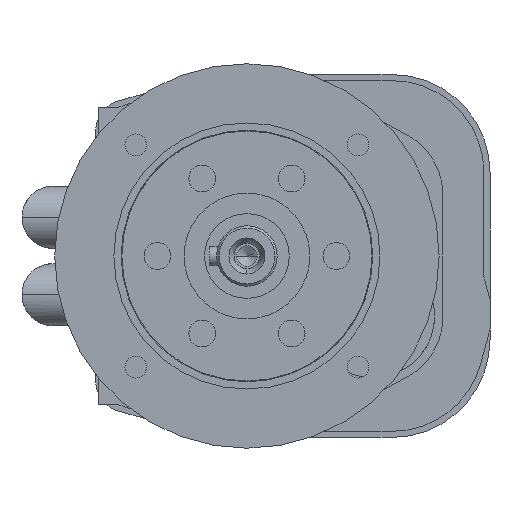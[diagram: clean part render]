
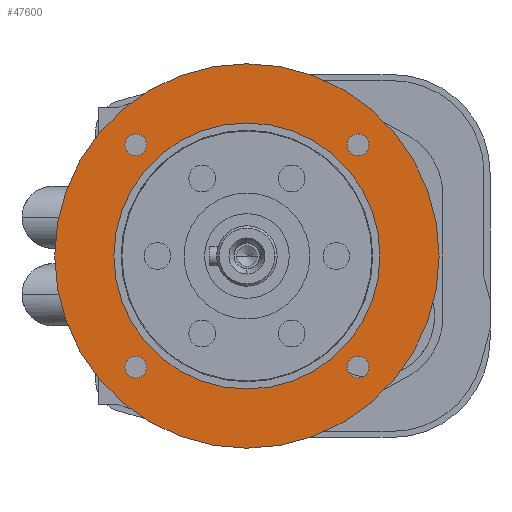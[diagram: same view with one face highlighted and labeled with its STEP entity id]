
A CAD part, left-side view. The second image highlights one B-rep face of the part: STEP entity #47600.
In plain terms, the highlighted planar face has unit normal (-1, 0, 0).
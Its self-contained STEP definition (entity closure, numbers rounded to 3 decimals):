
#46650=CARTESIAN_POINT('',(50.,0.,69.414));
#46660=DIRECTION('',(-1.,-0.,-0.));
#46670=DIRECTION('',(0.,0.,-1.));
#46680=AXIS2_PLACEMENT_3D('',#46650,#46660,#46670);
#46690=PLANE('',#46680);
#46700=CARTESIAN_POINT('',(50.,45.962,-45.962));
#46710=DIRECTION('',(-1.,0.,0.));
#46720=DIRECTION('',(0.,-1.,0.));
#46730=AXIS2_PLACEMENT_3D('',#46700,#46710,#46720);
#46740=CIRCLE('',#46730,4.5);
#46750=CARTESIAN_POINT('',(50.,41.462,-45.962));
#46760=VERTEX_POINT('',#46750);
#46770=CARTESIAN_POINT('',(50.,50.462,-45.962));
#46780=VERTEX_POINT('',#46770);
#46790=EDGE_CURVE('',#46760,#46780,#46740,.T.);
#46800=ORIENTED_EDGE('',*,*,#46790,.F.);
#46810=EDGE_CURVE('',#46780,#46760,#46740,.T.);
#46820=ORIENTED_EDGE('',*,*,#46810,.F.);
#46830=EDGE_LOOP('',(#46820,#46800));
#46840=FACE_BOUND('',#46830,.T.);
#46850=CARTESIAN_POINT('',(50.,-45.962,-45.962));
#46860=DIRECTION('',(-1.,0.,0.));
#46870=DIRECTION('',(0.,-1.,0.));
#46880=AXIS2_PLACEMENT_3D('',#46850,#46860,#46870);
#46890=CIRCLE('',#46880,4.5);
#46900=CARTESIAN_POINT('',(50.,-50.462,-45.962));
#46910=VERTEX_POINT('',#46900);
#46920=CARTESIAN_POINT('',(50.,-41.462,-45.962));
#46930=VERTEX_POINT('',#46920);
#46940=EDGE_CURVE('',#46910,#46930,#46890,.T.);
#46950=ORIENTED_EDGE('',*,*,#46940,.F.);
#46960=EDGE_CURVE('',#46930,#46910,#46890,.T.);
#46970=ORIENTED_EDGE('',*,*,#46960,.F.);
#46980=EDGE_LOOP('',(#46970,#46950));
#46990=FACE_BOUND('',#46980,.T.);
#47000=CARTESIAN_POINT('',(50.,0.,0.));
#47010=DIRECTION('',(-1.,0.,0.));
#47020=DIRECTION('',(0.,0.,-1.));
#47030=AXIS2_PLACEMENT_3D('',#47000,#47010,#47020);
#47040=CIRCLE('',#47030,55.);
#47050=CARTESIAN_POINT('',(50.,0.,55.));
#47060=VERTEX_POINT('',#47050);
#47070=CARTESIAN_POINT('',(50.,0.,-55.));
#47080=VERTEX_POINT('',#47070);
#47090=EDGE_CURVE('',#47060,#47080,#47040,.T.);
#47100=ORIENTED_EDGE('',*,*,#47090,.F.);
#47110=EDGE_CURVE('',#47080,#47060,#47040,.T.);
#47120=ORIENTED_EDGE('',*,*,#47110,.F.);
#47130=EDGE_LOOP('',(#47120,#47100));
#47140=FACE_BOUND('',#47130,.T.);
#47150=CARTESIAN_POINT('',(50.,45.962,45.962));
#47160=DIRECTION('',(-1.,0.,0.));
#47170=DIRECTION('',(0.,-1.,0.));
#47180=AXIS2_PLACEMENT_3D('',#47150,#47160,#47170);
#47190=CIRCLE('',#47180,4.5);
#47200=CARTESIAN_POINT('',(50.,41.462,45.962));
#47210=VERTEX_POINT('',#47200);
#47220=CARTESIAN_POINT('',(50.,50.462,45.962));
#47230=VERTEX_POINT('',#47220);
#47240=EDGE_CURVE('',#47210,#47230,#47190,.T.);
#47250=ORIENTED_EDGE('',*,*,#47240,.F.);
#47260=EDGE_CURVE('',#47230,#47210,#47190,.T.);
#47270=ORIENTED_EDGE('',*,*,#47260,.F.);
#47280=EDGE_LOOP('',(#47270,#47250));
#47290=FACE_BOUND('',#47280,.T.);
#47300=CARTESIAN_POINT('',(50.,-45.962,45.962));
#47310=DIRECTION('',(-1.,0.,0.));
#47320=DIRECTION('',(0.,-1.,0.));
#47330=AXIS2_PLACEMENT_3D('',#47300,#47310,#47320);
#47340=CIRCLE('',#47330,4.5);
#47350=CARTESIAN_POINT('',(50.,-50.462,45.962));
#47360=VERTEX_POINT('',#47350);
#47370=CARTESIAN_POINT('',(50.,-41.462,45.962));
#47380=VERTEX_POINT('',#47370);
#47390=EDGE_CURVE('',#47360,#47380,#47340,.T.);
#47400=ORIENTED_EDGE('',*,*,#47390,.F.);
#47410=EDGE_CURVE('',#47380,#47360,#47340,.T.);
#47420=ORIENTED_EDGE('',*,*,#47410,.F.);
#47430=EDGE_LOOP('',(#47420,#47400));
#47440=FACE_BOUND('',#47430,.T.);
#47450=CARTESIAN_POINT('',(50.,0.,0.));
#47460=DIRECTION('',(-1.,0.,0.));
#47470=DIRECTION('',(0.,0.,1.));
#47480=AXIS2_PLACEMENT_3D('',#47450,#47460,#47470);
#47490=CIRCLE('',#47480,79.474);
#47500=CARTESIAN_POINT('',(50.,0.,79.474));
#47510=VERTEX_POINT('',#47500);
#47520=CARTESIAN_POINT('',(50.,0.,-79.474));
#47530=VERTEX_POINT('',#47520);
#47540=EDGE_CURVE('',#47510,#47530,#47490,.T.);
#47550=ORIENTED_EDGE('',*,*,#47540,.T.);
#47560=EDGE_CURVE('',#47530,#47510,#47490,.T.);
#47570=ORIENTED_EDGE('',*,*,#47560,.T.);
#47580=EDGE_LOOP('',(#47570,#47550));
#47590=FACE_OUTER_BOUND('',#47580,.T.);
#47600=ADVANCED_FACE('',(#46840,#46990,#47140,#47290,#47440,#47590),#46690,.T.);
